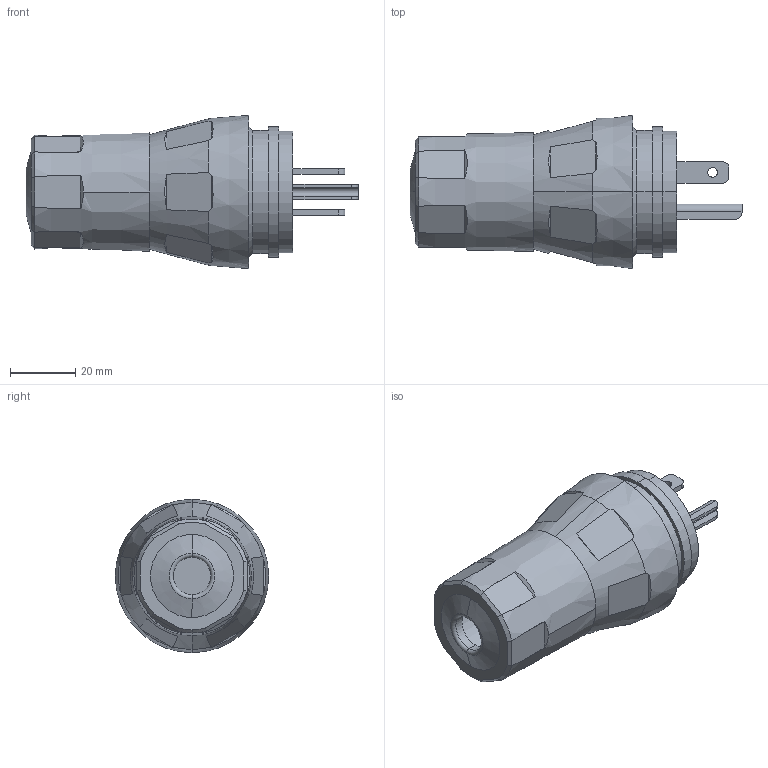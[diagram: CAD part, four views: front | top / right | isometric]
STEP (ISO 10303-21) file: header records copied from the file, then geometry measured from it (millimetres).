
FILE_DESCRIPTION (( 'STEP AP214' ), '1' );
FILE_NAME ('BRY14W47.step', '2016-08-29T18:35:44', ( '' ), ( '' ), 'SwSTEP 2.0', 'SolidWorks 2016', '' );
FILE_SCHEMA (( 'AUTOMOTIVE_DESIGN' ));
Length unit declared in the file: millimetre
Products named in the file (1): BRY14W47
Bounding box: 101.97 x 47.1 x 47.1 mm (x, y, z)
Volume: 89033.6 mm3; surface area: 23618.2 mm2
Topology: 7 solids, 7 shells, 133 faces, 331 edges, 216 vertices
Faces by surface type: plane 80, cylinder 30, cone 21, torus 2
Entity records: 4139 total; most frequent: CARTESIAN_POINT 993, ORIENTED_EDGE 662, DIRECTION 605, EDGE_CURVE 331, AXIS2_PLACEMENT_3D 232, VERTEX_POINT 216, EDGE_LOOP 145, VECTOR 141
